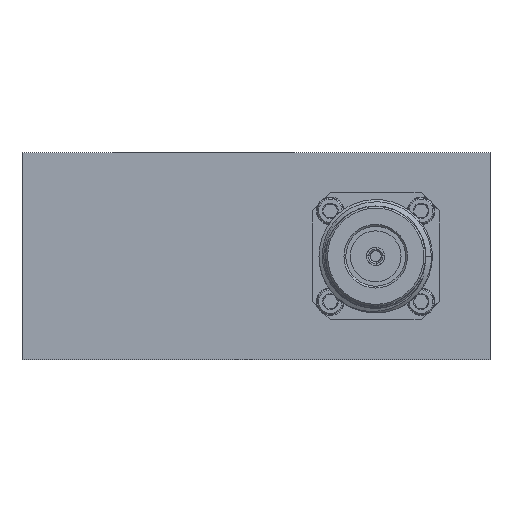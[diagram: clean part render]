
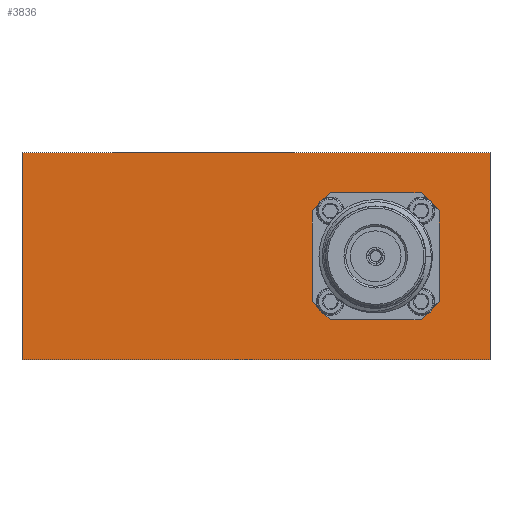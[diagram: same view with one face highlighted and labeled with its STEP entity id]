
A CAD part, left-side view. The second image highlights one B-rep face of the part: STEP entity #3836.
In plain terms, the highlighted planar face has unit normal (-1, 0, 0).
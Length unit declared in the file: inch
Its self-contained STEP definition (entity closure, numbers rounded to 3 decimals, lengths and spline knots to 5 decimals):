
#106 = FACE_BOUND ( 'NONE', #13365, .T. ) ;
#149 = VERTEX_POINT ( 'NONE', #7328 ) ;
#309 = CARTESIAN_POINT ( 'NONE',  ( -1.22047, -0.30945, -0.25 ) ) ;
#434 = VECTOR ( 'NONE', #20441, 39.37008 ) ;
#543 = DIRECTION ( 'NONE',  ( 0., 0.707, -0.707 ) ) ;
#647 = ORIENTED_EDGE ( 'NONE', *, *, #9768, .F. ) ;
#773 = VERTEX_POINT ( 'NONE', #24943 ) ;
#1163 = VERTEX_POINT ( 'NONE', #20825 ) ;
#1620 = ORIENTED_EDGE ( 'NONE', *, *, #24166, .F. ) ;
#1633 = PLANE ( 'NONE',  #16992 ) ;
#2069 = VECTOR ( 'NONE', #24120, 39.37008 ) ;
#2085 = EDGE_LOOP ( 'NONE', ( #13313, #647, #1620, #23182 ) ) ;
#2164 = CARTESIAN_POINT ( 'NONE',  ( -1.22047, 1.28937, 0.57087 ) ) ;
#2415 = CARTESIAN_POINT ( 'NONE',  ( -1.22047, 1.28937, 0.57087 ) ) ;
#2434 = CARTESIAN_POINT ( 'NONE',  ( -1.22047, -1.00945, -0.25 ) ) ;
#2492 = CARTESIAN_POINT ( 'NONE',  ( -1.22047, -0.90945, 0.35 ) ) ;
#2805 = VERTEX_POINT ( 'NONE', #2492 ) ;
#2845 = VECTOR ( 'NONE', #13587, 39.37008 ) ;
#2876 = DIRECTION ( 'NONE',  ( 0., -0.707, 0.707 ) ) ;
#2900 = EDGE_CURVE ( 'NONE', #24077, #11430, #16911, .T. ) ;
#2920 = LINE ( 'NONE', #7127, #2069 ) ;
#3352 = EDGE_CURVE ( 'NONE', #2805, #14616, #6678, .T. ) ;
#3836 = ADVANCED_FACE ( 'NONE', ( #106, #21033 ), #1633, .F. ) ;
#4133 = EDGE_CURVE ( 'NONE', #10215, #773, #8494, .T. ) ;
#5055 = ORIENTED_EDGE ( 'NONE', *, *, #3352, .T. ) ;
#5125 = LINE ( 'NONE', #22751, #6889 ) ;
#5200 = LINE ( 'NONE', #16842, #2845 ) ;
#5523 = VECTOR ( 'NONE', #2876, 39.37008 ) ;
#5543 = DIRECTION ( 'NONE',  ( 0., 0., 1. ) ) ;
#5637 = ORIENTED_EDGE ( 'NONE', *, *, #12794, .T. ) ;
#5708 = VERTEX_POINT ( 'NONE', #2415 ) ;
#6678 = LINE ( 'NONE', #7262, #12478 ) ;
#6889 = VECTOR ( 'NONE', #11007, 39.37008 ) ;
#6964 = VERTEX_POINT ( 'NONE', #14239 ) ;
#6973 = VERTEX_POINT ( 'NONE', #10289 ) ;
#7127 = CARTESIAN_POINT ( 'NONE',  ( -1.22047, -1.00945, -0.35 ) ) ;
#7262 = CARTESIAN_POINT ( 'NONE',  ( -1.22047, -0.90945, 0.35 ) ) ;
#7328 = CARTESIAN_POINT ( 'NONE',  ( -1.22047, -1.28937, 0.57087 ) ) ;
#7399 = DIRECTION ( 'NONE',  ( 0., -0.707, -0.707 ) ) ;
#7483 = LINE ( 'NONE', #7974, #9487 ) ;
#7879 = DIRECTION ( 'NONE',  ( 1., 0., 0. ) ) ;
#7974 = CARTESIAN_POINT ( 'NONE',  ( -1.22047, -0.30945, 0.35 ) ) ;
#8319 = ORIENTED_EDGE ( 'NONE', *, *, #17506, .T. ) ;
#8426 = CARTESIAN_POINT ( 'NONE',  ( -1.22047, -0.30945, 0.25 ) ) ;
#8494 = LINE ( 'NONE', #22554, #24764 ) ;
#9001 = EDGE_CURVE ( 'NONE', #11162, #24077, #7483, .T. ) ;
#9064 = DIRECTION ( 'NONE',  ( 0., -1., 0. ) ) ;
#9487 = VECTOR ( 'NONE', #5543, 39.37008 ) ;
#9596 = LINE ( 'NONE', #17386, #21238 ) ;
#9768 = EDGE_CURVE ( 'NONE', #149, #773, #5125, .T. ) ;
#9956 = ORIENTED_EDGE ( 'NONE', *, *, #9001, .T. ) ;
#10215 = VERTEX_POINT ( 'NONE', #15685 ) ;
#10289 = CARTESIAN_POINT ( 'NONE',  ( -1.22047, -0.40945, -0.35 ) ) ;
#11007 = DIRECTION ( 'NONE',  ( 0., 0., -1. ) ) ;
#11162 = VERTEX_POINT ( 'NONE', #309 ) ;
#11208 = CARTESIAN_POINT ( 'NONE',  ( -1.22047, -1.00945, 0.25 ) ) ;
#11430 = VERTEX_POINT ( 'NONE', #14273 ) ;
#11607 = LINE ( 'NONE', #2164, #12202 ) ;
#11726 = DIRECTION ( 'NONE',  ( 0., 0., -1. ) ) ;
#12202 = VECTOR ( 'NONE', #11726, 39.37008 ) ;
#12267 = VECTOR ( 'NONE', #543, 39.37008 ) ;
#12432 = EDGE_CURVE ( 'NONE', #6964, #1163, #17868, .T. ) ;
#12478 = VECTOR ( 'NONE', #7399, 39.37008 ) ;
#12794 = EDGE_CURVE ( 'NONE', #1163, #6973, #2920, .T. ) ;
#13247 = CARTESIAN_POINT ( 'NONE',  ( -1.22047, -1.28937, 0.57087 ) ) ;
#13313 = ORIENTED_EDGE ( 'NONE', *, *, #4133, .T. ) ;
#13365 = EDGE_LOOP ( 'NONE', ( #9956, #13980, #8319, #5055, #21012, #13778, #5637, #13591 ) ) ;
#13587 = DIRECTION ( 'NONE',  ( 0., 0.707, 0.707 ) ) ;
#13591 = ORIENTED_EDGE ( 'NONE', *, *, #24503, .T. ) ;
#13778 = ORIENTED_EDGE ( 'NONE', *, *, #12432, .T. ) ;
#13980 = ORIENTED_EDGE ( 'NONE', *, *, #2900, .T. ) ;
#14239 = CARTESIAN_POINT ( 'NONE',  ( -1.22047, -1.00945, -0.25 ) ) ;
#14273 = CARTESIAN_POINT ( 'NONE',  ( -1.22047, -0.40945, 0.35 ) ) ;
#14616 = VERTEX_POINT ( 'NONE', #11208 ) ;
#14827 = LINE ( 'NONE', #23100, #16704 ) ;
#14871 = CARTESIAN_POINT ( 'NONE',  ( -1.22047, -0.30945, 0.25 ) ) ;
#15685 = CARTESIAN_POINT ( 'NONE',  ( -1.22047, 1.28937, -0.57087 ) ) ;
#16611 = LINE ( 'NONE', #18125, #434 ) ;
#16678 = DIRECTION ( 'NONE',  ( 0., -1., 0. ) ) ;
#16704 = VECTOR ( 'NONE', #9064, 39.37008 ) ;
#16842 = CARTESIAN_POINT ( 'NONE',  ( -1.22047, -0.40945, -0.35 ) ) ;
#16911 = LINE ( 'NONE', #14871, #5523 ) ;
#16992 = AXIS2_PLACEMENT_3D ( 'NONE', #13247, #7879, #17068 ) ;
#17068 = DIRECTION ( 'NONE',  ( 0., 1., 0. ) ) ;
#17149 = DIRECTION ( 'NONE',  ( 0., -1., 0. ) ) ;
#17386 = CARTESIAN_POINT ( 'NONE',  ( -1.22047, -1.00945, 0.35 ) ) ;
#17506 = EDGE_CURVE ( 'NONE', #11430, #2805, #9596, .T. ) ;
#17868 = LINE ( 'NONE', #2434, #12267 ) ;
#18125 = CARTESIAN_POINT ( 'NONE',  ( -1.22047, -1.00945, 0.35 ) ) ;
#20441 = DIRECTION ( 'NONE',  ( 0., 0., -1. ) ) ;
#20825 = CARTESIAN_POINT ( 'NONE',  ( -1.22047, -0.90945, -0.35 ) ) ;
#21012 = ORIENTED_EDGE ( 'NONE', *, *, #23156, .T. ) ;
#21033 = FACE_OUTER_BOUND ( 'NONE', #2085, .T. ) ;
#21238 = VECTOR ( 'NONE', #17149, 39.37008 ) ;
#22554 = CARTESIAN_POINT ( 'NONE',  ( -1.22047, -1.28937, -0.57087 ) ) ;
#22751 = CARTESIAN_POINT ( 'NONE',  ( -1.22047, -1.28937, 0.57087 ) ) ;
#23100 = CARTESIAN_POINT ( 'NONE',  ( -1.22047, -1.28937, 0.57087 ) ) ;
#23156 = EDGE_CURVE ( 'NONE', #14616, #6964, #16611, .T. ) ;
#23182 = ORIENTED_EDGE ( 'NONE', *, *, #24294, .T. ) ;
#24077 = VERTEX_POINT ( 'NONE', #8426 ) ;
#24120 = DIRECTION ( 'NONE',  ( 0., 1., 0. ) ) ;
#24166 = EDGE_CURVE ( 'NONE', #5708, #149, #14827, .T. ) ;
#24294 = EDGE_CURVE ( 'NONE', #5708, #10215, #11607, .T. ) ;
#24503 = EDGE_CURVE ( 'NONE', #6973, #11162, #5200, .T. ) ;
#24764 = VECTOR ( 'NONE', #16678, 39.37008 ) ;
#24943 = CARTESIAN_POINT ( 'NONE',  ( -1.22047, -1.28937, -0.57087 ) ) ;
